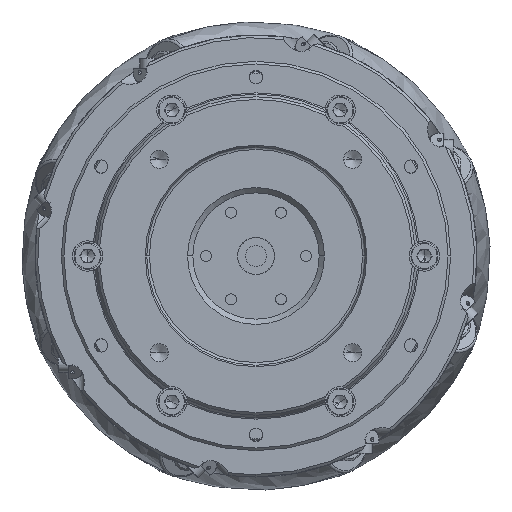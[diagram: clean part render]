
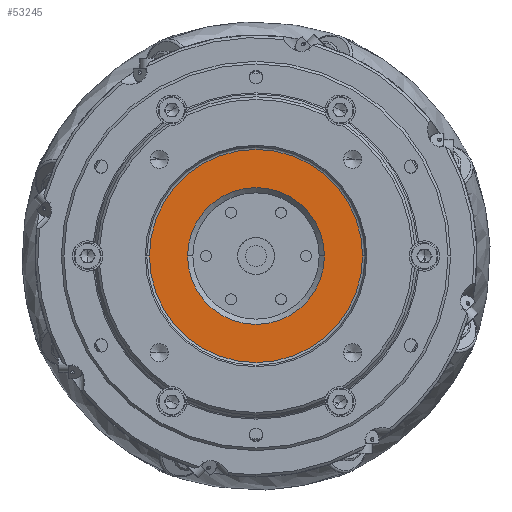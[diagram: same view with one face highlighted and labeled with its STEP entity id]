
A CAD part, left-side view. The second image highlights one B-rep face of the part: STEP entity #53245.
In plain terms, the highlighted planar face has unit normal (-1, 0, 0).
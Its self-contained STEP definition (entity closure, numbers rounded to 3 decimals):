
#758 = AXIS2_PLACEMENT_3D ( 'NONE', #57293, #53299, #36840 ) ;
#1141 = DIRECTION ( 'NONE',  ( 0., -1., 0. ) ) ;
#2865 = CARTESIAN_POINT ( 'NONE',  ( -74., 40.5, 0. ) ) ;
#3264 = DIRECTION ( 'NONE',  ( 0., -1., 0. ) ) ;
#7059 = CARTESIAN_POINT ( 'NONE',  ( -74., 26., 0. ) ) ;
#7561 = DIRECTION ( 'NONE',  ( -1., 0., 0. ) ) ;
#8339 = VERTEX_POINT ( 'NONE', #2865 ) ;
#11331 = DIRECTION ( 'NONE',  ( 0., -1., 0. ) ) ;
#12442 = CIRCLE ( 'NONE', #15874, 26. ) ;
#13235 = EDGE_CURVE ( 'NONE', #55842, #19760, #12442, .T. ) ;
#15177 = EDGE_CURVE ( 'NONE', #19760, #55842, #54920, .T. ) ;
#15874 = AXIS2_PLACEMENT_3D ( 'NONE', #34670, #39676, #11331 ) ;
#19033 = CIRCLE ( 'NONE', #60279, 40.5 ) ;
#19656 = VERTEX_POINT ( 'NONE', #64857 ) ;
#19760 = VERTEX_POINT ( 'NONE', #41612 ) ;
#21974 = ORIENTED_EDGE ( 'NONE', *, *, #45340, .T. ) ;
#26856 = CARTESIAN_POINT ( 'NONE',  ( -74., 0., 0. ) ) ;
#28542 = EDGE_LOOP ( 'NONE', ( #54615, #39464 ) ) ;
#30566 = DIRECTION ( 'NONE',  ( -1., 0., 0. ) ) ;
#34670 = CARTESIAN_POINT ( 'NONE',  ( -74., 0., 0. ) ) ;
#35429 = FACE_BOUND ( 'NONE', #28542, .T. ) ;
#36840 = DIRECTION ( 'NONE',  ( 0., -1., 0. ) ) ;
#39464 = ORIENTED_EDGE ( 'NONE', *, *, #15177, .T. ) ;
#39676 = DIRECTION ( 'NONE',  ( 1., 0., 0. ) ) ;
#39785 = EDGE_LOOP ( 'NONE', ( #53025, #21974 ) ) ;
#41612 = CARTESIAN_POINT ( 'NONE',  ( -74., -26., 0. ) ) ;
#42031 = CARTESIAN_POINT ( 'NONE',  ( -74., 0., 0. ) ) ;
#45340 = EDGE_CURVE ( 'NONE', #8339, #19656, #59591, .T. ) ;
#47254 = FACE_OUTER_BOUND ( 'NONE', #39785, .T. ) ;
#51113 = EDGE_CURVE ( 'NONE', #19656, #8339, #19033, .T. ) ;
#51906 = PLANE ( 'NONE',  #758 ) ;
#53025 = ORIENTED_EDGE ( 'NONE', *, *, #51113, .T. ) ;
#53245 = ADVANCED_FACE ( 'NONE', ( #47254, #35429 ), #51906, .F. ) ;
#53299 = DIRECTION ( 'NONE',  ( 1., 0., 0. ) ) ;
#54464 = DIRECTION ( 'NONE',  ( 1., 0., 0. ) ) ;
#54615 = ORIENTED_EDGE ( 'NONE', *, *, #13235, .T. ) ;
#54920 = CIRCLE ( 'NONE', #68644, 26. ) ;
#55842 = VERTEX_POINT ( 'NONE', #7059 ) ;
#56730 = CARTESIAN_POINT ( 'NONE',  ( -74., 0., 0. ) ) ;
#57293 = CARTESIAN_POINT ( 'NONE',  ( -74., 22., 0. ) ) ;
#59591 = CIRCLE ( 'NONE', #68779, 40.5 ) ;
#60279 = AXIS2_PLACEMENT_3D ( 'NONE', #42031, #30566, #3264 ) ;
#64857 = CARTESIAN_POINT ( 'NONE',  ( -74., -40.5, 0. ) ) ;
#68644 = AXIS2_PLACEMENT_3D ( 'NONE', #26856, #54464, #69911 ) ;
#68779 = AXIS2_PLACEMENT_3D ( 'NONE', #56730, #7561, #1141 ) ;
#69911 = DIRECTION ( 'NONE',  ( 0., -1., 0. ) ) ;
